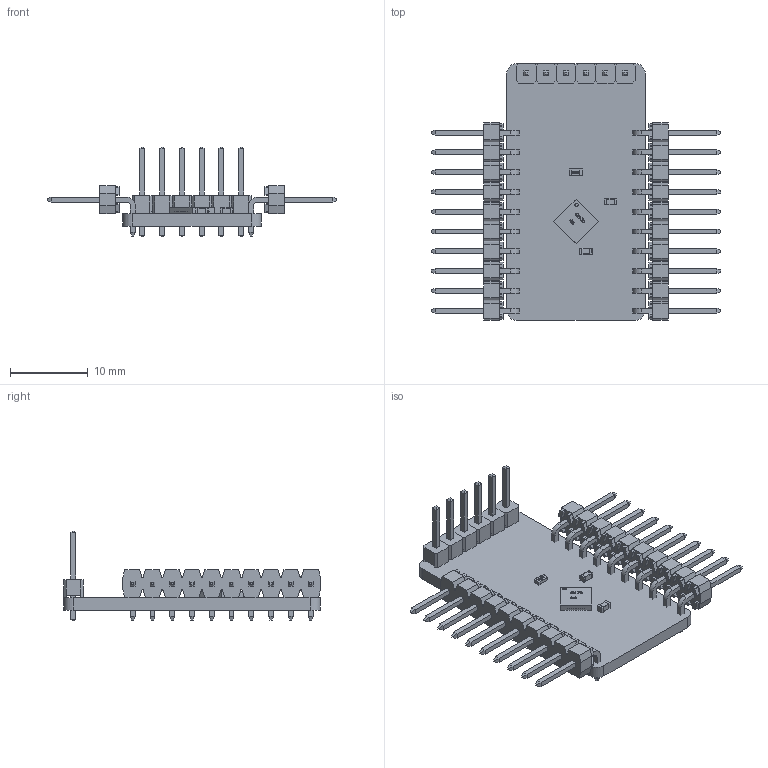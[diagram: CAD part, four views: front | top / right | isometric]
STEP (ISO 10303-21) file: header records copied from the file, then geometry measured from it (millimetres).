
FILE_DESCRIPTION(('Open CASCADE Model'),'2;1');
FILE_NAME('Open CASCADE Shape Model','2023-10-15T14:11:34',('Author'),( 'Open CASCADE'),'Open CASCADE STEP processor 7.5','Open CASCADE 7.5' ,'Unknown');
FILE_SCHEMA(('AUTOMOTIVE_DESIGN { 1 0 10303 214 1 1 1 1 }'));
Length unit declared in the file: millimetre
Products named in the file (21): PCB; Board; Open CASCADE STEP translator 7.5 2.1.1; J3; Molex 90121-0770; R1; Resistor 0603; User Library-R SMD 0603_0603 BODY; User Library-R SMD 0603_0603 PAD; User Library-R SMD 0603_0603 OPIS; C2; Capacitor 0603; C1; J2; Header 6x1; Header.STEP; PinArray.STEP; BodyArray.STEP; J1; U1; QFN-20
Assembly tree (23 placements, depth 5):
  PCB
    Board
      Open CASCADE STEP translator 7.5 2.1.1
    J3
      Molex 90121-0770
    R1
      Resistor 0603
        User Library-R SMD 0603_0603 BODY
        User Library-R SMD 0603_0603 PAD  x2
        User Library-R SMD 0603_0603 OPIS
    C2
      Capacitor 0603
    C1
      Capacitor 0603
    J2
      Header 6x1
        Header.STEP
          PinArray.STEP
          BodyArray.STEP
    J1
      Molex 90121-0770
    U1
      QFN-20
Bounding box: 37.21 x 33.02 x 11.54 mm (x, y, z)
Volume: 1522 mm3; surface area: 3253.4 mm2
Topology: 22 solids, 22 shells, 2111 faces, 5505 edges, 3566 vertices
Faces by surface type: plane 1390, cylinder 631, bspline 74, sphere 16
Entity records: 48310 total; most frequent: CARTESIAN_POINT 11536, ORIENTED_EDGE 6806, DIRECTION 6443, EDGE_CURVE 3403, LINE 2593, VECTOR 2593, VERTEX_POINT 2210, AXIS2_PLACEMENT_3D 1925
